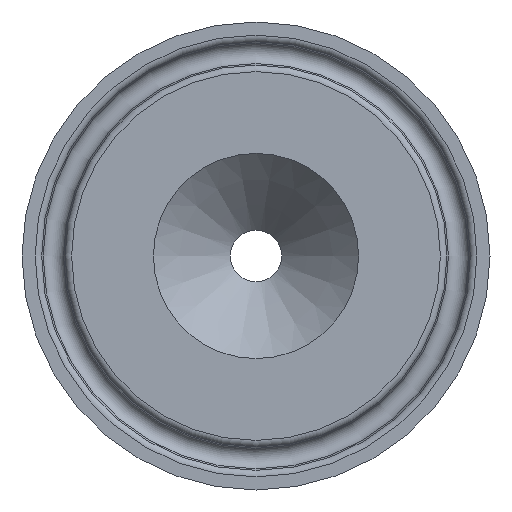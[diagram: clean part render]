
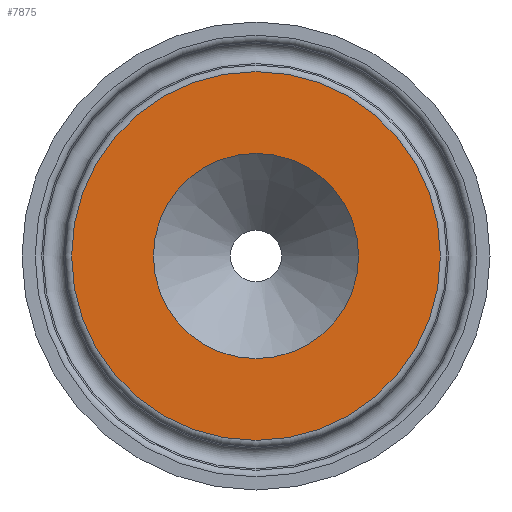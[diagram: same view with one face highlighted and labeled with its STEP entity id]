
A CAD part, left-side view. The second image highlights one B-rep face of the part: STEP entity #7875.
In plain terms, the highlighted planar face has unit normal (-1, 0, 0).
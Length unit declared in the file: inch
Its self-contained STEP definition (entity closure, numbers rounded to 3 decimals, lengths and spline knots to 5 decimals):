
#116=FACE_BOUND('',#1383,.T.);
#323=PLANE('',#8433);
#912=FACE_OUTER_BOUND('',#1382,.T.);
#1382=EDGE_LOOP('',(#7312,#7313));
#1383=EDGE_LOOP('',(#7314,#7315));
#1626=CIRCLE('',#8430,0.78172);
#1627=CIRCLE('',#8431,0.78172);
#1629=CIRCLE('',#8434,0.435);
#1630=CIRCLE('',#8435,0.435);
#3839=VERTEX_POINT('',#17181);
#3840=VERTEX_POINT('',#17183);
#3841=VERTEX_POINT('',#17188);
#3842=VERTEX_POINT('',#17189);
#5005=EDGE_CURVE('',#3839,#3840,#1626,.T.);
#5006=EDGE_CURVE('',#3840,#3839,#1627,.T.);
#5008=EDGE_CURVE('',#3841,#3842,#1629,.T.);
#5009=EDGE_CURVE('',#3842,#3841,#1630,.T.);
#7312=ORIENTED_EDGE('',*,*,#5006,.F.);
#7313=ORIENTED_EDGE('',*,*,#5005,.F.);
#7314=ORIENTED_EDGE('',*,*,#5008,.T.);
#7315=ORIENTED_EDGE('',*,*,#5009,.T.);
#7875=ADVANCED_FACE('',(#912,#116),#323,.T.);
#8430=AXIS2_PLACEMENT_3D('',#17184,#10047,#10048);
#8431=AXIS2_PLACEMENT_3D('',#17185,#10049,#10050);
#8433=AXIS2_PLACEMENT_3D('',#17187,#10053,#10054);
#8434=AXIS2_PLACEMENT_3D('',#17190,#10055,#10056);
#8435=AXIS2_PLACEMENT_3D('',#17191,#10057,#10058);
#10047=DIRECTION('center_axis',(1.,0.,0.));
#10048=DIRECTION('ref_axis',(0.,-1.,0.));
#10049=DIRECTION('center_axis',(1.,0.,0.));
#10050=DIRECTION('ref_axis',(0.,-1.,0.));
#10053=DIRECTION('center_axis',(-1.,0.,0.));
#10054=DIRECTION('ref_axis',(0.,0.,1.));
#10055=DIRECTION('center_axis',(1.,0.,0.));
#10056=DIRECTION('ref_axis',(0.,1.,0.));
#10057=DIRECTION('center_axis',(1.,0.,0.));
#10058=DIRECTION('ref_axis',(0.,1.,0.));
#17181=CARTESIAN_POINT('',(0.,0.,0.78172));
#17183=CARTESIAN_POINT('',(0.,0.78172,0.));
#17184=CARTESIAN_POINT('Origin',(0.,0.,0.));
#17185=CARTESIAN_POINT('Origin',(0.,0.,0.));
#17187=CARTESIAN_POINT('Origin',(0.,0.61829,
0.));
#17188=CARTESIAN_POINT('',(0.,0.435,0.));
#17189=CARTESIAN_POINT('',(0.,-0.435,0.));
#17190=CARTESIAN_POINT('Origin',(0.,0.,0.));
#17191=CARTESIAN_POINT('Origin',(0.,0.,0.));
